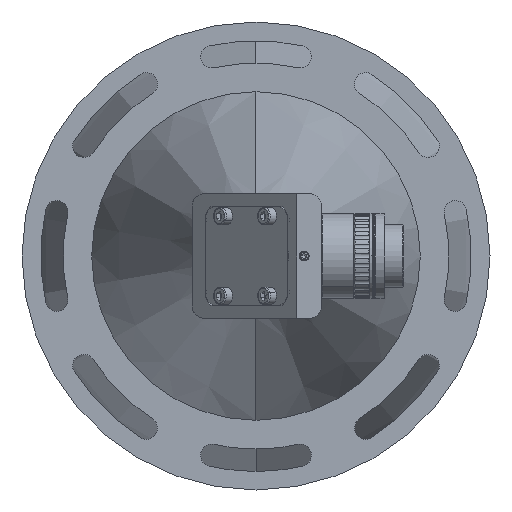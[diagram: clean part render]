
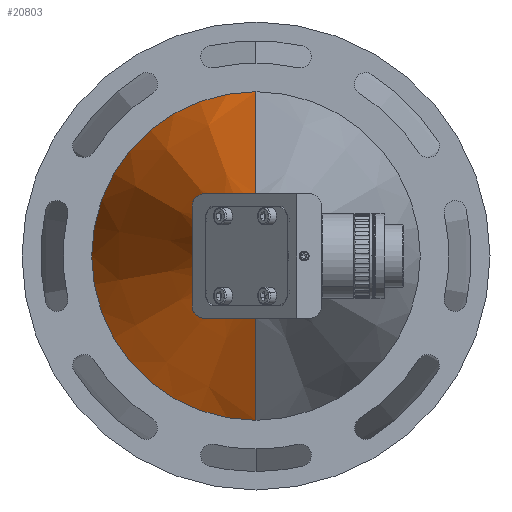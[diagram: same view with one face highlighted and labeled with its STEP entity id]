
A CAD part, front view. The second image highlights one B-rep face of the part: STEP entity #20803.
In plain terms, the highlighted conical face has half-angle 17 degrees and reference radius 66 mm.
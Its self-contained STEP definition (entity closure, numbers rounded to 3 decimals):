
#2879 = ORIENTED_EDGE ( 'NONE', *, *, #21192, .T. ) ;
#3269 = EDGE_CURVE ( 'NONE', #33231, #6937, #34629, .T. ) ;
#5947 = AXIS2_PLACEMENT_3D ( 'NONE', #30347, #39512, #23904 ) ;
#6937 = VERTEX_POINT ( 'NONE', #25366 ) ;
#7187 = DIRECTION ( 'NONE',  ( 0., 0.956, 0.292 ) ) ;
#13124 = DIRECTION ( 'NONE',  ( 0., 0., 1. ) ) ;
#14400 = CARTESIAN_POINT ( 'NONE',  ( -27.358, 46.64, 0. ) ) ;
#14482 = AXIS2_PLACEMENT_3D ( 'NONE', #14400, #18773, #23430 ) ;
#16210 = CARTESIAN_POINT ( 'NONE',  ( -27.358, 180.745, 66. ) ) ;
#17210 = LINE ( 'NONE', #17798, #23225 ) ;
#17798 = CARTESIAN_POINT ( 'NONE',  ( -27.358, 180.745, -66. ) ) ;
#18545 = ORIENTED_EDGE ( 'NONE', *, *, #27069, .T. ) ;
#18590 = FACE_OUTER_BOUND ( 'NONE', #27217, .T. ) ;
#18773 = DIRECTION ( 'NONE',  ( 0., 1., 0. ) ) ;
#20594 = DIRECTION ( 'NONE',  ( 0., 0.956, -0.292 ) ) ;
#20786 = VERTEX_POINT ( 'NONE', #34017 ) ;
#20803 = ADVANCED_FACE ( 'NONE', ( #18590 ), #26981, .T. ) ;
#21192 = EDGE_CURVE ( 'NONE', #6937, #20786, #23219, .T. ) ;
#22193 = CIRCLE ( 'NONE', #14482, 25. ) ;
#23219 = CIRCLE ( 'NONE', #5947, 66. ) ;
#23225 = VECTOR ( 'NONE', #20594, 1000. ) ;
#23430 = DIRECTION ( 'NONE',  ( 0., 0., 1. ) ) ;
#23904 = DIRECTION ( 'NONE',  ( 0., 0., 1. ) ) ;
#24197 = CARTESIAN_POINT ( 'NONE',  ( -27.358, 180.745, 0. ) ) ;
#25180 = DIRECTION ( 'NONE',  ( 0., 1., 0. ) ) ;
#25366 = CARTESIAN_POINT ( 'NONE',  ( -27.358, 180.745, 66. ) ) ;
#26981 = CONICAL_SURFACE ( 'NONE', #30232, 66., 0.297 ) ;
#27069 = EDGE_CURVE ( 'NONE', #36733, #33231, #22193, .T. ) ;
#27217 = EDGE_LOOP ( 'NONE', ( #31943, #18545, #35798, #2879 ) ) ;
#28021 = CARTESIAN_POINT ( 'NONE',  ( -27.358, 46.64, 25. ) ) ;
#28797 = CARTESIAN_POINT ( 'NONE',  ( -27.358, 46.64, -25. ) ) ;
#28966 = VECTOR ( 'NONE', #7187, 1000. ) ;
#30232 = AXIS2_PLACEMENT_3D ( 'NONE', #24197, #25180, #13124 ) ;
#30347 = CARTESIAN_POINT ( 'NONE',  ( -27.358, 180.745, 0. ) ) ;
#31943 = ORIENTED_EDGE ( 'NONE', *, *, #39132, .F. ) ;
#33231 = VERTEX_POINT ( 'NONE', #28021 ) ;
#34017 = CARTESIAN_POINT ( 'NONE',  ( -27.358, 180.745, -66. ) ) ;
#34629 = LINE ( 'NONE', #16210, #28966 ) ;
#35798 = ORIENTED_EDGE ( 'NONE', *, *, #3269, .T. ) ;
#36733 = VERTEX_POINT ( 'NONE', #28797 ) ;
#39132 = EDGE_CURVE ( 'NONE', #36733, #20786, #17210, .T. ) ;
#39512 = DIRECTION ( 'NONE',  ( 0., -1., 0. ) ) ;
